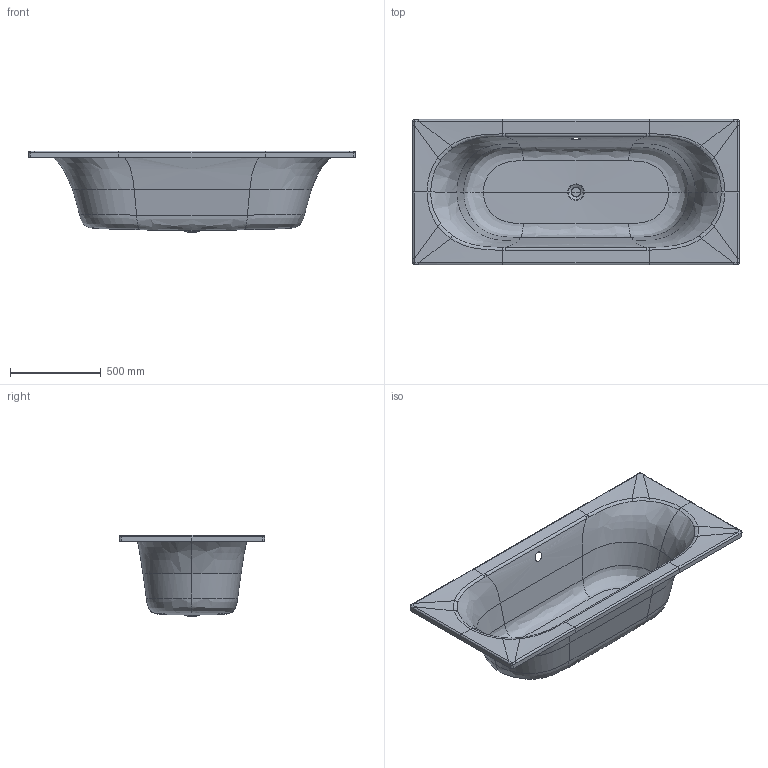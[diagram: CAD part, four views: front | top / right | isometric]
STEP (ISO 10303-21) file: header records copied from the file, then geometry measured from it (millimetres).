
FILE_DESCRIPTION((''),'2;1');
FILE_NAME('UBA_180_LFO_2V','2021-07-15T14:19:33',('grootj'),('Villeroy & Boch Wellness bv'),'CREO PARAMETRIC BY PTC INC, 2020454','CREO PARAMETRIC BY PTC INC, 2020454','');
FILE_SCHEMA(('CONFIG_CONTROL_DESIGN'));
Length unit declared in the file: millimetre
Products named in the file (1): UBA_180_LFO_2V
Bounding box: 1800.01 x 800.04 x 450.24 mm (x, y, z)
Surface area: 5261407.8 mm2 (no closed solid volume)
Topology: 0 solids, 2 shells, 192 faces, 436 edges, 244 vertices
Faces by surface type: bspline 120, plane 28, extrusion 24, cylinder 12, cone 8
Entity records: 15349 total; most frequent: CARTESIAN_POINT 12106, ORIENTED_EDGE 836, EDGE_CURVE 436, B_SPLINE_CURVE_WITH_KNOTS 330, DIRECTION 278, VERTEX_POINT 244, EDGE_LOOP 194, FACE_OUTER_BOUND 192
